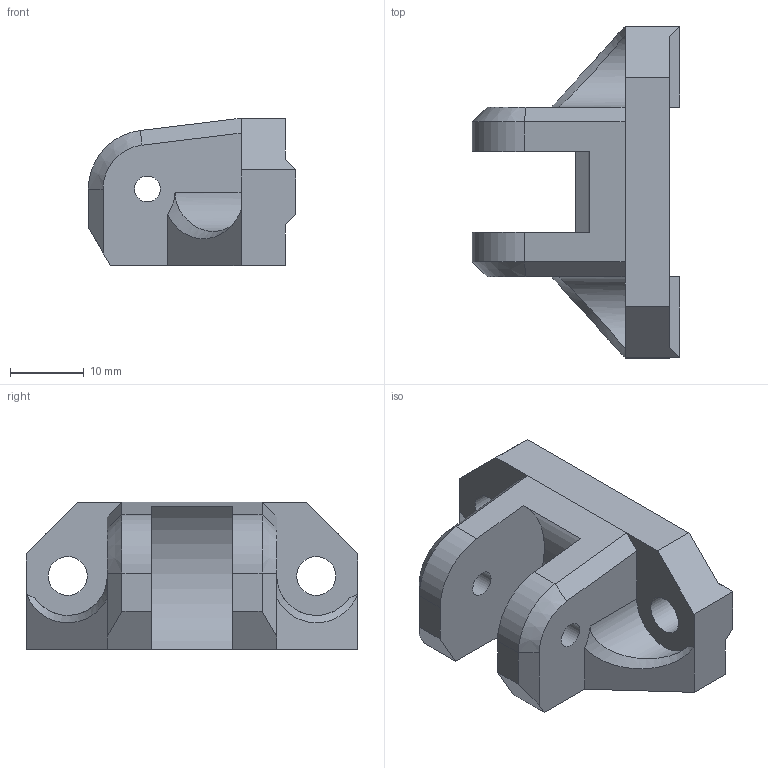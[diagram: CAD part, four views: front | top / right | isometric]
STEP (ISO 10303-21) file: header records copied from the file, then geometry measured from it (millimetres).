
FILE_DESCRIPTION(/* description */ (''),/* implementation_level */ '2;1');
FILE_NAME(/* name */ 'y_idler.step',/* time_stamp */ '2017-10-01T11:35:17+02:00',/* author */ ('gregsaun'),/* organization */ (''),/* preprocessor_version */ 'ST-DEVELOPER v16.13',/* originating_system */ 'Autodesk Translation Framework v6.5.0.72',/* authorisation */ '');
FILE_SCHEMA (('AUTOMOTIVE_DESIGN { 1 0 10303 214 3 1 1 }'));
Length unit declared in the file: millimetre
Products named in the file (1): y_idler v7
Bounding box: 28.1 x 45 x 20 mm (x, y, z)
Volume: 10269.9 mm3; surface area: 4766.4 mm2
Topology: 1 solids, 1 shells, 52 faces, 139 edges, 90 vertices
Faces by surface type: plane 39, cylinder 9, bspline 2, cone 2
Full cylindrical faces by diameter (mm): 3.5 x2, 5.3 x2
Entity records: 1798 total; most frequent: CARTESIAN_POINT 449, ORIENTED_EDGE 278, DIRECTION 251, EDGE_CURVE 139, LINE 113, VECTOR 113, VERTEX_POINT 90, AXIS2_PLACEMENT_3D 69
